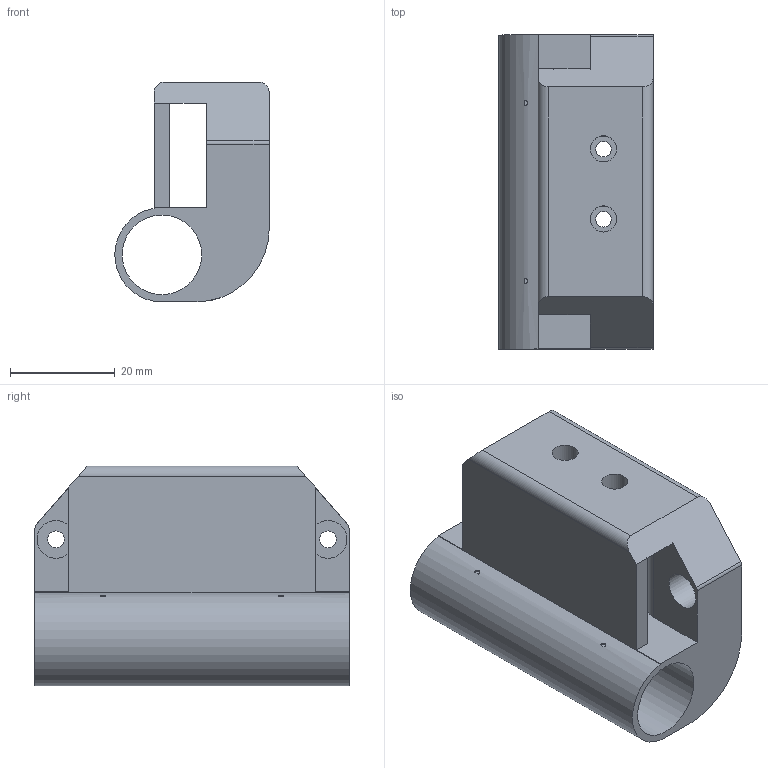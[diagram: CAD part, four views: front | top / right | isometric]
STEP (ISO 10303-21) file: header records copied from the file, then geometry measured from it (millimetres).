
FILE_DESCRIPTION(('FreeCAD Model'),'2;1');
FILE_NAME('Open CASCADE Shape Model','2025-01-17T21:59:05',(''),(''), 'Open CASCADE STEP processor 7.8','FreeCAD','Unknown');
FILE_SCHEMA(('AUTOMOTIVE_DESIGN { 1 0 10303 214 1 1 1 1 }'));
Length unit declared in the file: millimetre
Products named in the file (1): Тело (Mirror #1)
Bounding box: 29.5 x 60 x 42 mm (x, y, z)
Volume: 28428.1 mm3; surface area: 14789.6 mm2
Topology: 1 solids, 1 shells, 46 faces, 125 edges, 84 vertices
Faces by surface type: plane 23, cylinder 23
Full cylindrical faces by diameter (mm): 3 x2, 3.2 x2, 5 x4, 7.2 x2, 15.2 x1
Entity records: 1649 total; most frequent: CARTESIAN_POINT 390, DIRECTION 257, ORIENTED_EDGE 250, EDGE_CURVE 125, AXIS2_PLACEMENT_3D 91, VERTEX_POINT 84, LINE 75, VECTOR 75
